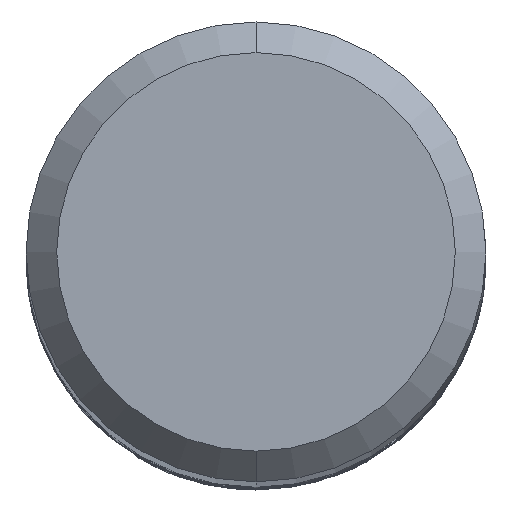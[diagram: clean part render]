
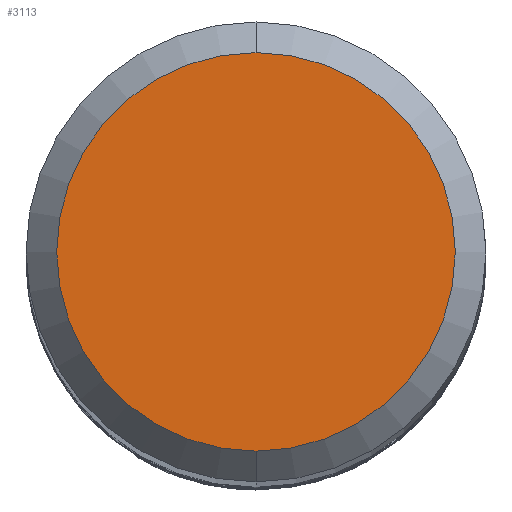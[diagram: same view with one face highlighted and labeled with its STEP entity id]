
A CAD part, top view. The second image highlights one B-rep face of the part: STEP entity #3113.
In plain terms, the highlighted planar face has unit normal (0, 0, 1).
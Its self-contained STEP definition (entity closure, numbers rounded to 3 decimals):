
#2111=VERTEX_POINT('',#4701);
#2417=VERTEX_POINT('',#5040);
#3113=ADVANCED_FACE('',(#5798),#5799,.T.);
#3347=EDGE_CURVE('',#2417,#2111,#6055,.T.);
#3501=EDGE_CURVE('',#2111,#2417,#6225,.T.);
#4701=CARTESIAN_POINT('',(0.0,2.6,0.0));
#5040=CARTESIAN_POINT('',(0.,-2.6,0.0));
#5798=FACE_OUTER_BOUND('',#23831,.T.);
#5799=PLANE('',#23832);
#6055=CIRCLE('',#26097,2.6);
#6225=CIRCLE('',#27128,2.6);
#23831=EDGE_LOOP('',(#32358,#32359));
#23832=AXIS2_PLACEMENT_3D('',#32360,#32361,#32362);
#26097=AXIS2_PLACEMENT_3D('',#32618,#32619,#32620);
#27128=AXIS2_PLACEMENT_3D('',#32800,#32801,#32802);
#32358=ORIENTED_EDGE('',*,*,#3501,.F.);
#32359=ORIENTED_EDGE('',*,*,#3347,.F.);
#32360=CARTESIAN_POINT('',(0.0,1.3,0.0));
#32361=DIRECTION('',(-0.0,0.0,1.0));
#32362=DIRECTION('',(0.0,-1.0,0.0));
#32618=CARTESIAN_POINT('',(0.0,0.0,0.0));
#32619=DIRECTION('',(0.0,0.0,-1.0));
#32620=DIRECTION('',(0.0,1.0,0.0));
#32800=CARTESIAN_POINT('',(0.0,0.0,0.0));
#32801=DIRECTION('',(0.0,0.0,-1.0));
#32802=DIRECTION('',(0.0,1.0,0.0));
